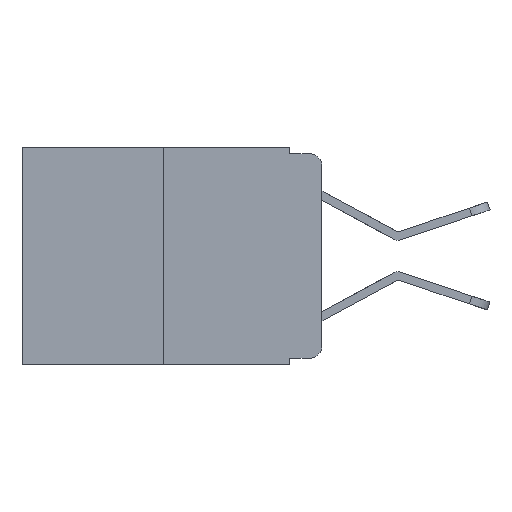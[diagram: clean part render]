
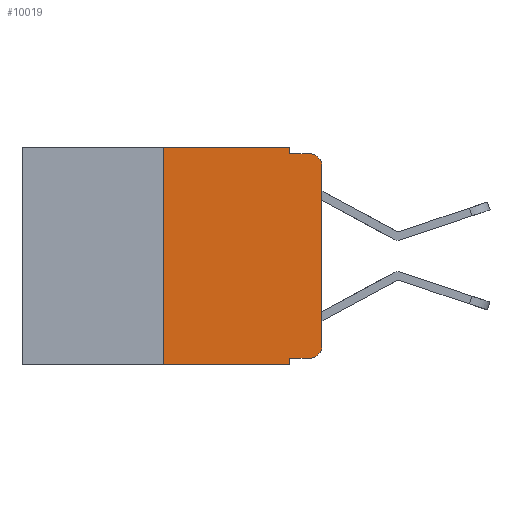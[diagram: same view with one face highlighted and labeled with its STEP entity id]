
A CAD part, left-side view. The second image highlights one B-rep face of the part: STEP entity #10019.
In plain terms, the highlighted planar face has unit normal (-1, 0, 0).
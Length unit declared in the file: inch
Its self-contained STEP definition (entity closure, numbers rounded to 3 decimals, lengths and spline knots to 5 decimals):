
#32 = ORIENTED_EDGE ( 'NONE', *, *, #7342, .F. ) ;
#75 = DIRECTION ( 'NONE',  ( 0., -1., 0. ) ) ;
#109 = ORIENTED_EDGE ( 'NONE', *, *, #2292, .F. ) ;
#262 = DIRECTION ( 'NONE',  ( 0., 0., -1. ) ) ;
#283 = DIRECTION ( 'NONE',  ( 0., 0., 1. ) ) ;
#341 = ORIENTED_EDGE ( 'NONE', *, *, #8302, .F. ) ;
#454 = VECTOR ( 'NONE', #283, 39.37008 ) ;
#578 = ORIENTED_EDGE ( 'NONE', *, *, #5278, .F. ) ;
#630 = ORIENTED_EDGE ( 'NONE', *, *, #7831, .T. ) ;
#844 = EDGE_CURVE ( 'NONE', #4716, #7289, #3116, .T. ) ;
#1014 = PLANE ( 'NONE',  #3068 ) ;
#1056 = DIRECTION ( 'NONE',  ( 0., 0., -1. ) ) ;
#1088 = DIRECTION ( 'NONE',  ( 0., -1., 0. ) ) ;
#1459 = DIRECTION ( 'NONE',  ( 0., 0., -1. ) ) ;
#1525 = VECTOR ( 'NONE', #1088, 39.37008 ) ;
#1700 = ORIENTED_EDGE ( 'NONE', *, *, #844, .T. ) ;
#1737 = EDGE_CURVE ( 'NONE', #3776, #9641, #6519, .T. ) ;
#1996 = VERTEX_POINT ( 'NONE', #2696 ) ;
#2292 = EDGE_CURVE ( 'NONE', #8141, #5997, #5974, .T. ) ;
#2696 = CARTESIAN_POINT ( 'NONE',  ( 0., 0., -0.313 ) ) ;
#2817 = CARTESIAN_POINT ( 'NONE',  ( 0., 0., 0. ) ) ;
#2833 = CARTESIAN_POINT ( 'NONE',  ( 0., 0.473, 0. ) ) ;
#2839 = CARTESIAN_POINT ( 'NONE',  ( 0., 0.02, -0.333 ) ) ;
#2875 = CARTESIAN_POINT ( 'NONE',  ( 0., 0.02, -0.03 ) ) ;
#3068 = AXIS2_PLACEMENT_3D ( 'NONE', #3719, #6154, #1056 ) ;
#3116 = LINE ( 'NONE', #3124, #5520 ) ;
#3124 = CARTESIAN_POINT ( 'NONE',  ( 0., 0.473, -0.343 ) ) ;
#3156 = ORIENTED_EDGE ( 'NONE', *, *, #1737, .T. ) ;
#3209 = CARTESIAN_POINT ( 'NONE',  ( 0., 0.25, 0. ) ) ;
#3371 = DIRECTION ( 'NONE',  ( -1., 0., 0. ) ) ;
#3503 = VERTEX_POINT ( 'NONE', #5197 ) ;
#3714 = DIRECTION ( 'NONE',  ( 0., 0., -1. ) ) ;
#3719 = CARTESIAN_POINT ( 'NONE',  ( 0., 0.473, 0. ) ) ;
#3776 = VERTEX_POINT ( 'NONE', #3872 ) ;
#3839 = ORIENTED_EDGE ( 'NONE', *, *, #4314, .T. ) ;
#3840 = ORIENTED_EDGE ( 'NONE', *, *, #5097, .T. ) ;
#3867 = DIRECTION ( 'NONE',  ( 0., 0., -1. ) ) ;
#3872 = CARTESIAN_POINT ( 'NONE',  ( 0., 0.051, -0.333 ) ) ;
#4225 = DIRECTION ( 'NONE',  ( 0., 0., 1. ) ) ;
#4274 = DIRECTION ( 'NONE',  ( 0., -1., 0. ) ) ;
#4314 = EDGE_CURVE ( 'NONE', #9641, #1996, #5859, .T. ) ;
#4358 = VECTOR ( 'NONE', #9560, 39.37008 ) ;
#4386 = EDGE_CURVE ( 'NONE', #4716, #8141, #9562, .T. ) ;
#4441 = CARTESIAN_POINT ( 'NONE',  ( 0., 0.051, -0.01 ) ) ;
#4525 = AXIS2_PLACEMENT_3D ( 'NONE', #4905, #3371, #3867 ) ;
#4594 = LINE ( 'NONE', #9891, #6748 ) ;
#4716 = VERTEX_POINT ( 'NONE', #5772 ) ;
#4733 = LINE ( 'NONE', #2817, #10496 ) ;
#4905 = CARTESIAN_POINT ( 'NONE',  ( 0., 0.02, -0.313 ) ) ;
#5097 = EDGE_CURVE ( 'NONE', #1996, #5411, #4733, .T. ) ;
#5197 = CARTESIAN_POINT ( 'NONE',  ( 0., 0.02, -0.01 ) ) ;
#5278 = EDGE_CURVE ( 'NONE', #3776, #7289, #4594, .T. ) ;
#5411 = VERTEX_POINT ( 'NONE', #9927 ) ;
#5426 = LINE ( 'NONE', #9789, #9115 ) ;
#5520 = VECTOR ( 'NONE', #75, 39.37008 ) ;
#5547 = CIRCLE ( 'NONE', #9959, 0.02 ) ;
#5772 = CARTESIAN_POINT ( 'NONE',  ( 0., 0.25, -0.343 ) ) ;
#5859 = CIRCLE ( 'NONE', #4525, 0.02 ) ;
#5974 = LINE ( 'NONE', #2833, #1525 ) ;
#5997 = VERTEX_POINT ( 'NONE', #10539 ) ;
#6154 = DIRECTION ( 'NONE',  ( 1., 0., 0. ) ) ;
#6519 = LINE ( 'NONE', #8872, #4358 ) ;
#6582 = VECTOR ( 'NONE', #262, 39.37008 ) ;
#6735 = ORIENTED_EDGE ( 'NONE', *, *, #4386, .F. ) ;
#6748 = VECTOR ( 'NONE', #1459, 39.37008 ) ;
#7289 = VERTEX_POINT ( 'NONE', #9403 ) ;
#7342 = EDGE_CURVE ( 'NONE', #5997, #10583, #8383, .T. ) ;
#7831 = EDGE_CURVE ( 'NONE', #5411, #3503, #5547, .T. ) ;
#7906 = CARTESIAN_POINT ( 'NONE',  ( 0., 0.051, 0. ) ) ;
#7965 = FACE_OUTER_BOUND ( 'NONE', #10443, .T. ) ;
#8141 = VERTEX_POINT ( 'NONE', #3209 ) ;
#8302 = EDGE_CURVE ( 'NONE', #10583, #3503, #5426, .T. ) ;
#8383 = LINE ( 'NONE', #7906, #6582 ) ;
#8457 = DIRECTION ( 'NONE',  ( -1., 0., 0. ) ) ;
#8872 = CARTESIAN_POINT ( 'NONE',  ( 0., 0.051, -0.333 ) ) ;
#9115 = VECTOR ( 'NONE', #4274, 39.37008 ) ;
#9275 = CARTESIAN_POINT ( 'NONE',  ( 0., 0.25, 0. ) ) ;
#9403 = CARTESIAN_POINT ( 'NONE',  ( 0., 0.051, -0.343 ) ) ;
#9560 = DIRECTION ( 'NONE',  ( 0., -1., 0. ) ) ;
#9562 = LINE ( 'NONE', #9275, #454 ) ;
#9641 = VERTEX_POINT ( 'NONE', #2839 ) ;
#9789 = CARTESIAN_POINT ( 'NONE',  ( 0., 0.051, -0.01 ) ) ;
#9891 = CARTESIAN_POINT ( 'NONE',  ( 0., 0.051, 0. ) ) ;
#9927 = CARTESIAN_POINT ( 'NONE',  ( 0., 0., -0.03 ) ) ;
#9959 = AXIS2_PLACEMENT_3D ( 'NONE', #2875, #8457, #3714 ) ;
#10019 = ADVANCED_FACE ( 'NONE', ( #7965 ), #1014, .F. ) ;
#10443 = EDGE_LOOP ( 'NONE', ( #3840, #630, #341, #32, #109, #6735, #1700, #578, #3156, #3839 ) ) ;
#10496 = VECTOR ( 'NONE', #4225, 39.37008 ) ;
#10539 = CARTESIAN_POINT ( 'NONE',  ( 0., 0.051, 0. ) ) ;
#10583 = VERTEX_POINT ( 'NONE', #4441 ) ;
